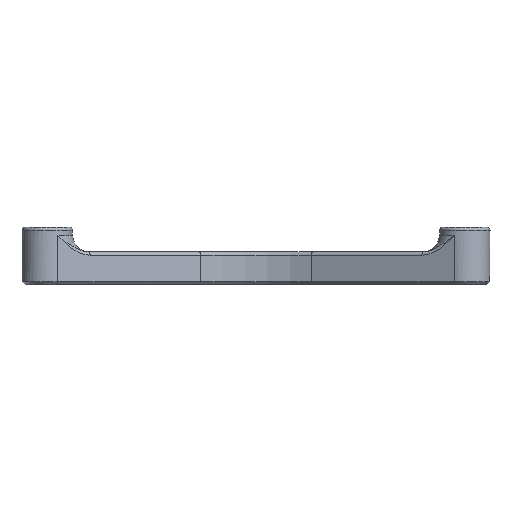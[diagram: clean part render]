
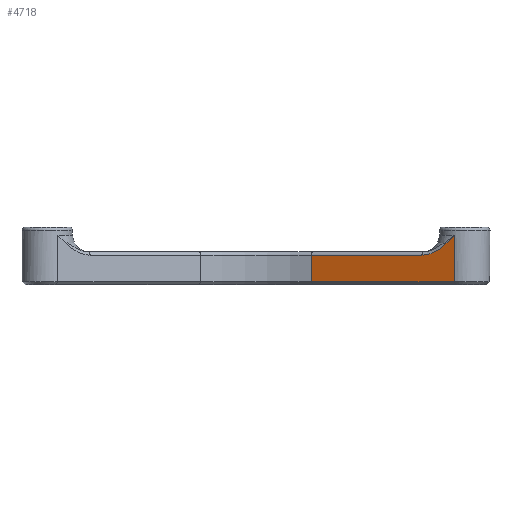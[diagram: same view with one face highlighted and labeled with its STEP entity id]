
A CAD part, front view. The second image highlights one B-rep face of the part: STEP entity #4718.
In plain terms, the highlighted planar face has unit normal (-0.418, -0.909, 0).
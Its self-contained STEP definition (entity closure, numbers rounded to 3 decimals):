
#395=B_SPLINE_CURVE_WITH_KNOTS('',3,(#7987,#7988,#7989,#7990,#7991,#7992,
#7993,#7994,#7995,#7996,#7997,#7998),.UNSPECIFIED.,.F.,.F.,(4,1,1,1,1,1,
1,2,4),(0.,0.101,0.201,0.302,
0.352,0.402,0.453,0.503,
0.504),.UNSPECIFIED.);
#679=FACE_OUTER_BOUND('',#969,.T.);
#969=EDGE_LOOP('',(#4036,#4037,#4038,#4039,#4040));
#1376=LINE('',#7830,#1782);
#1419=LINE('',#7981,#1825);
#1420=LINE('',#7985,#1826);
#1421=LINE('',#7999,#1827);
#1782=VECTOR('',#5650,10.);
#1825=VECTOR('',#5783,10.);
#1826=VECTOR('',#5788,10.);
#1827=VECTOR('',#5789,10.);
#2208=VERTEX_POINT('',#7814);
#2212=VERTEX_POINT('',#7826);
#2256=VERTEX_POINT('',#7980);
#2257=VERTEX_POINT('',#7984);
#2258=VERTEX_POINT('',#7986);
#2804=EDGE_CURVE('',#2208,#2212,#1376,.T.);
#2871=EDGE_CURVE('',#2212,#2256,#1419,.T.);
#2873=EDGE_CURVE('',#2208,#2257,#1420,.T.);
#2874=EDGE_CURVE('',#2258,#2257,#395,.T.);
#2875=EDGE_CURVE('',#2256,#2258,#1421,.T.);
#4036=ORIENTED_EDGE('',*,*,#2804,.F.);
#4037=ORIENTED_EDGE('',*,*,#2873,.T.);
#4038=ORIENTED_EDGE('',*,*,#2874,.F.);
#4039=ORIENTED_EDGE('',*,*,#2875,.F.);
#4040=ORIENTED_EDGE('',*,*,#2871,.F.);
#4512=PLANE('',#4972);
#4718=ADVANCED_FACE('',(#679),#4512,.T.);
#4972=AXIS2_PLACEMENT_3D('',#7983,#5786,#5787);
#5650=DIRECTION('',(-0.909,0.418,0.));
#5783=DIRECTION('',(0.,0.,1.));
#5786=DIRECTION('center_axis',(-0.418,-0.909,0.));
#5787=DIRECTION('ref_axis',(0.909,-0.418,0.));
#5788=DIRECTION('',(0.,0.,1.));
#5789=DIRECTION('',(0.909,-0.418,0.));
#7814=CARTESIAN_POINT('',(95.578,-4.286,0.4));
#7826=CARTESIAN_POINT('',(78.284,3.664,0.4));
#7830=CARTESIAN_POINT('',(65.625,9.483,0.4));
#7980=CARTESIAN_POINT('',(78.284,3.664,3.6));
#7981=CARTESIAN_POINT('',(78.284,3.664,0.));
#7983=CARTESIAN_POINT('Origin',(71.602,6.736,0.));
#7984=CARTESIAN_POINT('',(95.578,-4.286,6.));
#7985=CARTESIAN_POINT('',(95.578,-4.286,0.));
#7986=CARTESIAN_POINT('',(91.672,-2.49,3.6));
#7987=CARTESIAN_POINT('Ctrl Pts',(91.672,-2.49,3.6));
#7988=CARTESIAN_POINT('Ctrl Pts',(91.976,-2.63,3.6));
#7989=CARTESIAN_POINT('Ctrl Pts',(92.591,-2.913,3.704));
#7990=CARTESIAN_POINT('Ctrl Pts',(93.437,-3.302,4.096));
#7991=CARTESIAN_POINT('Ctrl Pts',(94.083,-3.598,4.56));
#7992=CARTESIAN_POINT('Ctrl Pts',(94.559,-3.818,4.976));
#7993=CARTESIAN_POINT('Ctrl Pts',(94.905,-3.976,5.306));
#7994=CARTESIAN_POINT('Ctrl Pts',(95.241,-4.131,5.647));
#7995=CARTESIAN_POINT('Ctrl Pts',(95.461,-4.232,5.878));
#7996=CARTESIAN_POINT('Ctrl Pts',(95.574,-4.284,5.996));
#7997=CARTESIAN_POINT('Ctrl Pts',(95.576,-4.285,5.998));
#7998=CARTESIAN_POINT('Ctrl Pts',(95.578,-4.286,6.));
#7999=CARTESIAN_POINT('',(65.625,9.483,3.6));
